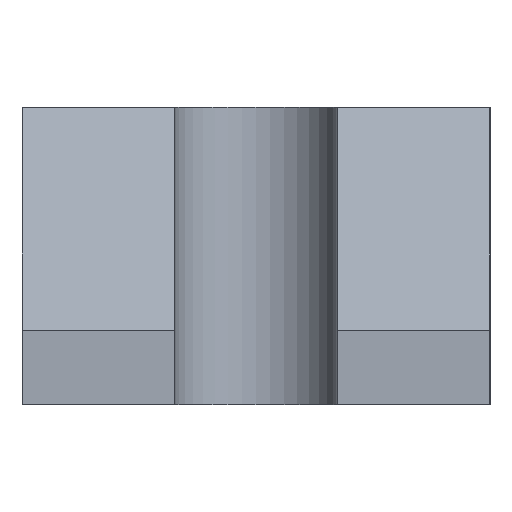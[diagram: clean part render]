
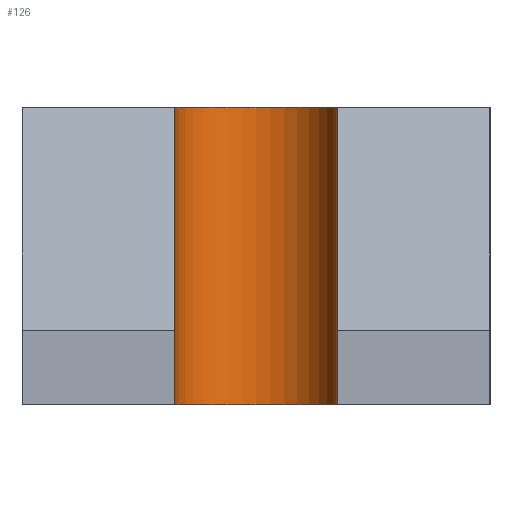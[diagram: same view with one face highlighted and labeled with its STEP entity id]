
A CAD part, left-side view. The second image highlights one B-rep face of the part: STEP entity #126.
In plain terms, the highlighted cylindrical face has radius 11 mm (diameter 22 mm), a partial arc.
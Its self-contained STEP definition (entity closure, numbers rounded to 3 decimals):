
#10 = CYLINDRICAL_SURFACE ( 'NONE', #156, 11. ) ;
#15 = VERTEX_POINT ( 'NONE', #155 ) ;
#39 = EDGE_CURVE ( 'NONE', #15, #187, #226, .T. ) ;
#45 = DIRECTION ( 'NONE',  ( 0., 0., -1. ) ) ;
#55 = VECTOR ( 'NONE', #342, 1000. ) ;
#80 = FACE_OUTER_BOUND ( 'NONE', #168, .T. ) ;
#95 = EDGE_CURVE ( 'NONE', #232, #15, #286, .T. ) ;
#96 = ORIENTED_EDGE ( 'NONE', *, *, #163, .F. ) ;
#116 = EDGE_CURVE ( 'NONE', #130, #187, #299, .T. ) ;
#121 = CARTESIAN_POINT ( 'NONE',  ( 0., 0., 0. ) ) ;
#126 = ADVANCED_FACE ( 'NONE', ( #80 ), #10, .F. ) ;
#130 = VERTEX_POINT ( 'NONE', #449 ) ;
#137 = CARTESIAN_POINT ( 'NONE',  ( 0., 11., 40. ) ) ;
#155 = CARTESIAN_POINT ( 'NONE',  ( 0., -11., 40. ) ) ;
#156 = AXIS2_PLACEMENT_3D ( 'NONE', #121, #337, #268 ) ;
#160 = LINE ( 'NONE', #199, #55 ) ;
#163 = EDGE_CURVE ( 'NONE', #130, #232, #160, .T. ) ;
#168 = EDGE_LOOP ( 'NONE', ( #201, #348, #419, #96 ) ) ;
#187 = VERTEX_POINT ( 'NONE', #319 ) ;
#192 = CARTESIAN_POINT ( 'NONE',  ( 0., -11., 0. ) ) ;
#198 = CARTESIAN_POINT ( 'NONE',  ( 0., 0., 0. ) ) ;
#199 = CARTESIAN_POINT ( 'NONE',  ( 0., 11., 0. ) ) ;
#201 = ORIENTED_EDGE ( 'NONE', *, *, #116, .T. ) ;
#226 = LINE ( 'NONE', #192, #436 ) ;
#232 = VERTEX_POINT ( 'NONE', #137 ) ;
#268 = DIRECTION ( 'NONE',  ( 0., 1., 0. ) ) ;
#286 = CIRCLE ( 'NONE', #305, 11. ) ;
#299 = CIRCLE ( 'NONE', #409, 11. ) ;
#305 = AXIS2_PLACEMENT_3D ( 'NONE', #407, #45, #445 ) ;
#319 = CARTESIAN_POINT ( 'NONE',  ( 0., -11., 0. ) ) ;
#337 = DIRECTION ( 'NONE',  ( 0., 0., 1. ) ) ;
#342 = DIRECTION ( 'NONE',  ( 0., 0., 1. ) ) ;
#348 = ORIENTED_EDGE ( 'NONE', *, *, #39, .F. ) ;
#373 = DIRECTION ( 'NONE',  ( 0., 0., -1. ) ) ;
#376 = DIRECTION ( 'NONE',  ( 0., 1., 0. ) ) ;
#406 = DIRECTION ( 'NONE',  ( 0., 0., -1. ) ) ;
#407 = CARTESIAN_POINT ( 'NONE',  ( 0., 0., 40. ) ) ;
#409 = AXIS2_PLACEMENT_3D ( 'NONE', #198, #373, #376 ) ;
#419 = ORIENTED_EDGE ( 'NONE', *, *, #95, .F. ) ;
#436 = VECTOR ( 'NONE', #406, 1000. ) ;
#445 = DIRECTION ( 'NONE',  ( 0., 1., 0. ) ) ;
#449 = CARTESIAN_POINT ( 'NONE',  ( 0., 11., 0. ) ) ;
